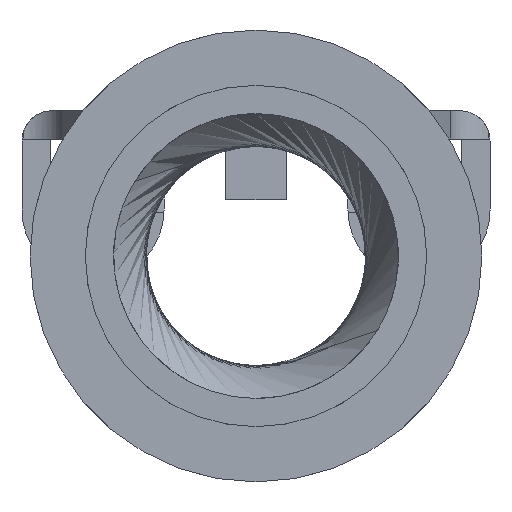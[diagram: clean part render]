
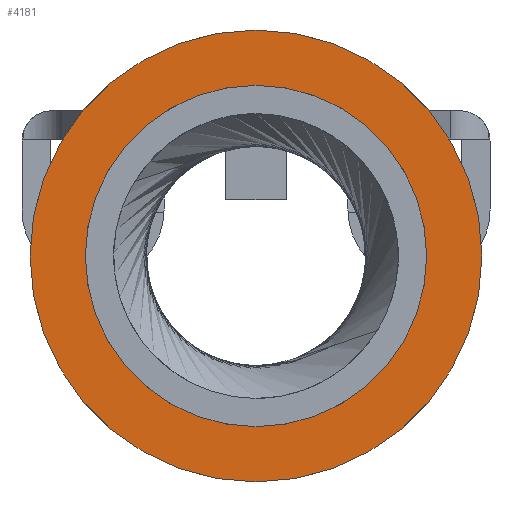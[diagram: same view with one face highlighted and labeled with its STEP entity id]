
A CAD part, front view. The second image highlights one B-rep face of the part: STEP entity #4181.
In plain terms, the highlighted planar face has unit normal (0, -1, 0).
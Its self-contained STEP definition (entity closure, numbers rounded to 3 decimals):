
#270 = AXIS2_PLACEMENT_3D ( 'NONE', #1341, #2344, #2681 ) ;
#286 = EDGE_CURVE ( 'NONE', #3496, #1915, #2674, .T. ) ;
#299 = FACE_BOUND ( 'NONE', #2913, .T. ) ;
#313 = DIRECTION ( 'NONE',  ( 0., -1., 0. ) ) ;
#416 = CARTESIAN_POINT ( 'NONE',  ( 0., -13.065, -3.915 ) ) ;
#455 = VERTEX_POINT ( 'NONE', #3362 ) ;
#570 = DIRECTION ( 'NONE',  ( 0., -1., 0. ) ) ;
#600 = CARTESIAN_POINT ( 'NONE',  ( 0., -13.065, -1.8 ) ) ;
#686 = CARTESIAN_POINT ( 'NONE',  ( 0., -13.065, -1.8 ) ) ;
#707 = CIRCLE ( 'NONE', #270, 2.8 ) ;
#899 = CIRCLE ( 'NONE', #2264, 2.115 ) ;
#948 = DIRECTION ( 'NONE',  ( 0., -1., 0. ) ) ;
#1029 = CARTESIAN_POINT ( 'NONE',  ( 0., -13.065, -4.6 ) ) ;
#1116 = EDGE_CURVE ( 'NONE', #1915, #3496, #899, .T. ) ;
#1341 = CARTESIAN_POINT ( 'NONE',  ( 0., -13.065, -1.8 ) ) ;
#1519 = EDGE_CURVE ( 'NONE', #2322, #455, #707, .T. ) ;
#1572 = CIRCLE ( 'NONE', #2160, 2.8 ) ;
#1605 = AXIS2_PLACEMENT_3D ( 'NONE', #3593, #2590, #2942 ) ;
#1888 = EDGE_LOOP ( 'NONE', ( #3621, #2635 ) ) ;
#1915 = VERTEX_POINT ( 'NONE', #416 ) ;
#1940 = ORIENTED_EDGE ( 'NONE', *, *, #286, .F. ) ;
#2057 = EDGE_CURVE ( 'NONE', #455, #2322, #1572, .T. ) ;
#2160 = AXIS2_PLACEMENT_3D ( 'NONE', #600, #570, #2213 ) ;
#2213 = DIRECTION ( 'NONE',  ( 0., 0., -1. ) ) ;
#2262 = DIRECTION ( 'NONE',  ( 0., 0., -1. ) ) ;
#2264 = AXIS2_PLACEMENT_3D ( 'NONE', #2896, #948, #2262 ) ;
#2322 = VERTEX_POINT ( 'NONE', #1029 ) ;
#2344 = DIRECTION ( 'NONE',  ( 0., -1., 0. ) ) ;
#2590 = DIRECTION ( 'NONE',  ( 0., -1., 0. ) ) ;
#2635 = ORIENTED_EDGE ( 'NONE', *, *, #2057, .T. ) ;
#2674 = CIRCLE ( 'NONE', #3277, 2.115 ) ;
#2681 = DIRECTION ( 'NONE',  ( 0., 0., -1. ) ) ;
#2896 = CARTESIAN_POINT ( 'NONE',  ( 0., -13.065, -1.8 ) ) ;
#2913 = EDGE_LOOP ( 'NONE', ( #4084, #1940 ) ) ;
#2942 = DIRECTION ( 'NONE',  ( 0., 0., -1. ) ) ;
#3277 = AXIS2_PLACEMENT_3D ( 'NONE', #686, #313, #3998 ) ;
#3362 = CARTESIAN_POINT ( 'NONE',  ( 0., -13.065, 1. ) ) ;
#3413 = CARTESIAN_POINT ( 'NONE',  ( 0., -13.065, 0.315 ) ) ;
#3418 = FACE_OUTER_BOUND ( 'NONE', #1888, .T. ) ;
#3496 = VERTEX_POINT ( 'NONE', #3413 ) ;
#3521 = PLANE ( 'NONE',  #1605 ) ;
#3593 = CARTESIAN_POINT ( 'NONE',  ( 0., -13.065, -3.915 ) ) ;
#3621 = ORIENTED_EDGE ( 'NONE', *, *, #1519, .T. ) ;
#3998 = DIRECTION ( 'NONE',  ( 0., 0., -1. ) ) ;
#4084 = ORIENTED_EDGE ( 'NONE', *, *, #1116, .F. ) ;
#4181 = ADVANCED_FACE ( 'NONE', ( #3418, #299 ), #3521, .T. ) ;
